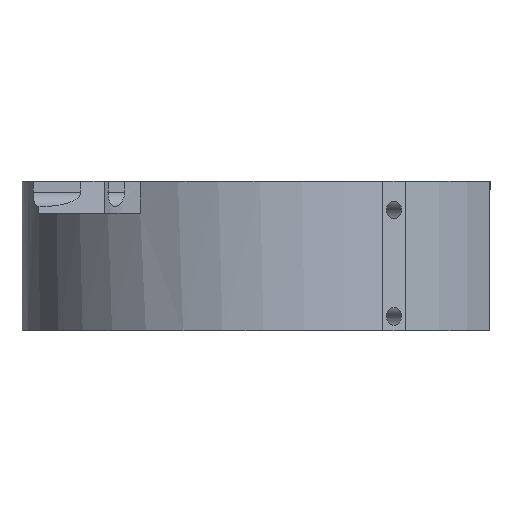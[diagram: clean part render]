
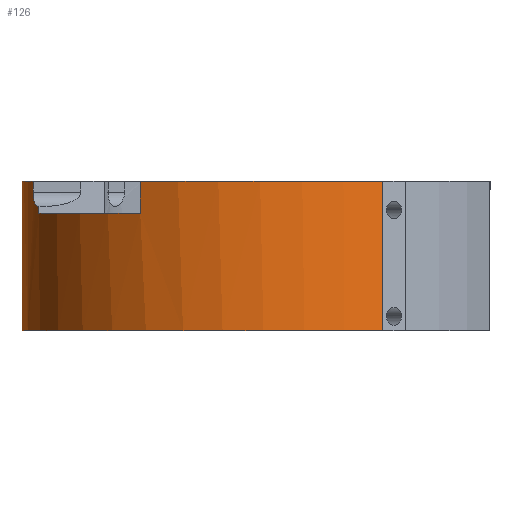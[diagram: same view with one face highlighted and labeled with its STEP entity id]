
A CAD part, left-side view. The second image highlights one B-rep face of the part: STEP entity #126.
In plain terms, the highlighted cylindrical face has radius 70 mm (diameter 140 mm), a partial arc.
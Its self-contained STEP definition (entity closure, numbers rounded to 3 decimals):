
#64 = B_SPLINE_CURVE_WITH_KNOTS ( 'NONE', 3,
 ( #2209, #2204, #2205, #2210, #2211, #2212, #2213, #2214, #2215, #2216, #2217, #2218, #2219, #2220, #2221, #2222, #2223, #2224 ),
 .UNSPECIFIED., .F., .F.,
 ( 4, 2, 2, 2, 2, 2, 2, 2, 4 ),
 ( 0., 0.001, 0.002, 0.002, 0.003, 0.004, 0.005, 0.006, 0.006 ),
 .UNSPECIFIED. ) ;
#126 = ADVANCED_FACE ( 'NONE', ( #940 ), #945, .T. ) ;
#258 = EDGE_CURVE ( 'NONE', #758, #759, #1375, .T. ) ;
#270 = EDGE_CURVE ( 'NONE', #768, #757, #1397, .T. ) ;
#280 = EDGE_CURVE ( 'NONE', #773, #762, #1411, .T. ) ;
#298 = EDGE_CURVE ( 'NONE', #757, #783, #1440, .T. ) ;
#299 = EDGE_CURVE ( 'NONE', #768, #773, #1442, .T. ) ;
#300 = EDGE_CURVE ( 'NONE', #762, #759, #1444, .T. ) ;
#301 = EDGE_CURVE ( 'NONE', #778, #758, #1446, .T. ) ;
#302 = EDGE_CURVE ( 'NONE', #782, #778, #1448, .T. ) ;
#303 = EDGE_CURVE ( 'NONE', #786, #782, #1430, .T. ) ;
#304 = EDGE_CURVE ( 'NONE', #786, #790, #1451, .T. ) ;
#305 = EDGE_CURVE ( 'NONE', #790, #783, #64, .T. ) ;
#359 = ORIENTED_EDGE ( 'NONE', *, *, #298, .F. ) ;
#360 = ORIENTED_EDGE ( 'NONE', *, *, #270, .F. ) ;
#361 = ORIENTED_EDGE ( 'NONE', *, *, #299, .T. ) ;
#362 = ORIENTED_EDGE ( 'NONE', *, *, #280, .T. ) ;
#363 = ORIENTED_EDGE ( 'NONE', *, *, #300, .T. ) ;
#364 = ORIENTED_EDGE ( 'NONE', *, *, #258, .F. ) ;
#365 = ORIENTED_EDGE ( 'NONE', *, *, #301, .F. ) ;
#366 = ORIENTED_EDGE ( 'NONE', *, *, #302, .F. ) ;
#367 = ORIENTED_EDGE ( 'NONE', *, *, #303, .F. ) ;
#368 = ORIENTED_EDGE ( 'NONE', *, *, #304, .T. ) ;
#369 = ORIENTED_EDGE ( 'NONE', *, *, #305, .T. ) ;
#527 = AXIS2_PLACEMENT_3D ( 'NONE', #2642, #2643, #2641 ) ;
#757 = VERTEX_POINT ( 'NONE', #2416 ) ;
#758 = VERTEX_POINT ( 'NONE', #2417 ) ;
#759 = VERTEX_POINT ( 'NONE', #2418 ) ;
#762 = VERTEX_POINT ( 'NONE', #2421 ) ;
#768 = VERTEX_POINT ( 'NONE', #2427 ) ;
#773 = VERTEX_POINT ( 'NONE', #2432 ) ;
#778 = VERTEX_POINT ( 'NONE', #2437 ) ;
#782 = VERTEX_POINT ( 'NONE', #2441 ) ;
#783 = VERTEX_POINT ( 'NONE', #2442 ) ;
#786 = VERTEX_POINT ( 'NONE', #2445 ) ;
#790 = VERTEX_POINT ( 'NONE', #2449 ) ;
#832 = EDGE_LOOP ( 'NONE', ( #359, #360, #361, #362, #363, #364, #365, #366, #367, #368, #369 ) ) ;
#940 = FACE_OUTER_BOUND ( 'NONE', #832, .T. ) ;
#945 = CYLINDRICAL_SURFACE ( 'NONE', #527, 70. ) ;
#1375 = CIRCLE ( 'NONE', #1558, 70. ) ;
#1397 = CIRCLE ( 'NONE', #1561, 70. ) ;
#1411 = CIRCLE ( 'NONE', #1566, 70. ) ;
#1430 = LINE ( 'NONE', #2200, #1452 ) ;
#1440 = LINE ( 'NONE', #2192, #1443 ) ;
#1442 = LINE ( 'NONE', #2194, #1445 ) ;
#1443 = VECTOR ( 'NONE', #2193, 1000. ) ;
#1444 = LINE ( 'NONE', #2196, #1447 ) ;
#1445 = VECTOR ( 'NONE', #2195, 1000. ) ;
#1446 = LINE ( 'NONE', #2198, #1449 ) ;
#1447 = VECTOR ( 'NONE', #2197, 1000. ) ;
#1448 = CIRCLE ( 'NONE', #1570, 70. ) ;
#1449 = VECTOR ( 'NONE', #2199, 1000. ) ;
#1451 = CIRCLE ( 'NONE', #1571, 70. ) ;
#1452 = VECTOR ( 'NONE', #2165, 1000. ) ;
#1558 = AXIS2_PLACEMENT_3D ( 'NONE', #2071, #2072, #2073 ) ;
#1561 = AXIS2_PLACEMENT_3D ( 'NONE', #2096, #2097, #2098 ) ;
#1566 = AXIS2_PLACEMENT_3D ( 'NONE', #2121, #2122, #2123 ) ;
#1570 = AXIS2_PLACEMENT_3D ( 'NONE', #2201, #2202, #2203 ) ;
#1571 = AXIS2_PLACEMENT_3D ( 'NONE', #2206, #2207, #2208 ) ;
#2071 = CARTESIAN_POINT ( 'NONE',  ( 0., 0., 0. ) ) ;
#2072 = DIRECTION ( 'NONE',  ( 0., 0., 1. ) ) ;
#2073 = DIRECTION ( 'NONE',  ( 1., 0., 0. ) ) ;
#2096 = CARTESIAN_POINT ( 'NONE',  ( 0., 0., 0. ) ) ;
#2097 = DIRECTION ( 'NONE',  ( 0., 0., 1. ) ) ;
#2098 = DIRECTION ( 'NONE',  ( 1., 0., 0. ) ) ;
#2121 = CARTESIAN_POINT ( 'NONE',  ( 0., 0., -42. ) ) ;
#2122 = DIRECTION ( 'NONE',  ( 0., 0., 1. ) ) ;
#2123 = DIRECTION ( 'NONE',  ( 1., 0., 0. ) ) ;
#2165 = DIRECTION ( 'NONE',  ( 0., 0., -1. ) ) ;
#2192 = CARTESIAN_POINT ( 'NONE',  ( -21., 66.776, -42. ) ) ;
#2193 = DIRECTION ( 'NONE',  ( 0., 0., -1. ) ) ;
#2194 = CARTESIAN_POINT ( 'NONE',  ( -3.74, 69.9, -42. ) ) ;
#2195 = DIRECTION ( 'NONE',  ( 0., 0., -1. ) ) ;
#2196 = CARTESIAN_POINT ( 'NONE',  ( -62.405, -31.711, -42. ) ) ;
#2197 = DIRECTION ( 'NONE',  ( 0., 0., 1. ) ) ;
#2198 = CARTESIAN_POINT ( 'NONE',  ( -59.685, 36.575, -42. ) ) ;
#2199 = DIRECTION ( 'NONE',  ( 0., 0., 1. ) ) ;
#2200 = CARTESIAN_POINT ( 'NONE',  ( -25.655, 65.129, -42. ) ) ;
#2201 = CARTESIAN_POINT ( 'NONE',  ( 0., 0., -9. ) ) ;
#2202 = DIRECTION ( 'NONE',  ( 0., 0., 1. ) ) ;
#2203 = DIRECTION ( 'NONE',  ( -1., 0., 0. ) ) ;
#2204 = CARTESIAN_POINT ( 'NONE',  ( -24.746, 65.481, -7. ) ) ;
#2205 = CARTESIAN_POINT ( 'NONE',  ( -24.495, 65.575, -6.976 ) ) ;
#2206 = CARTESIAN_POINT ( 'NONE',  ( 0., 0., -7. ) ) ;
#2207 = DIRECTION ( 'NONE',  ( 0., 0., -1. ) ) ;
#2208 = DIRECTION ( 'NONE',  ( 1., 0., 0. ) ) ;
#2209 = CARTESIAN_POINT ( 'NONE',  ( -25., 65.383, -7. ) ) ;
#2210 = CARTESIAN_POINT ( 'NONE',  ( -23.999, 65.758, -6.881 ) ) ;
#2211 = CARTESIAN_POINT ( 'NONE',  ( -23.753, 65.847, -6.809 ) ) ;
#2212 = CARTESIAN_POINT ( 'NONE',  ( -23.275, 66.018, -6.618 ) ) ;
#2213 = CARTESIAN_POINT ( 'NONE',  ( -23.048, 66.097, -6.501 ) ) ;
#2214 = CARTESIAN_POINT ( 'NONE',  ( -22.615, 66.247, -6.221 ) ) ;
#2215 = CARTESIAN_POINT ( 'NONE',  ( -22.407, 66.317, -6.057 ) ) ;
#2216 = CARTESIAN_POINT ( 'NONE',  ( -22.03, 66.443, -5.692 ) ) ;
#2217 = CARTESIAN_POINT ( 'NONE',  ( -21.86, 66.499, -5.492 ) ) ;
#2218 = CARTESIAN_POINT ( 'NONE',  ( -21.559, 66.597, -5.057 ) ) ;
#2219 = CARTESIAN_POINT ( 'NONE',  ( -21.428, 66.64, -4.82 ) ) ;
#2220 = CARTESIAN_POINT ( 'NONE',  ( -21.218, 66.707, -4.329 ) ) ;
#2221 = CARTESIAN_POINT ( 'NONE',  ( -21.137, 66.732, -4.074 ) ) ;
#2222 = CARTESIAN_POINT ( 'NONE',  ( -21.028, 66.767, -3.545 ) ) ;
#2223 = CARTESIAN_POINT ( 'NONE',  ( -21., 66.776, -3.273 ) ) ;
#2224 = CARTESIAN_POINT ( 'NONE',  ( -21., 66.776, -3. ) ) ;
#2416 = CARTESIAN_POINT ( 'NONE',  ( -21., 66.776, 0. ) ) ;
#2417 = CARTESIAN_POINT ( 'NONE',  ( -59.685, 36.575, 0. ) ) ;
#2418 = CARTESIAN_POINT ( 'NONE',  ( -62.405, -31.711, 0. ) ) ;
#2421 = CARTESIAN_POINT ( 'NONE',  ( -62.405, -31.711, -42. ) ) ;
#2427 = CARTESIAN_POINT ( 'NONE',  ( -3.74, 69.9, 0. ) ) ;
#2432 = CARTESIAN_POINT ( 'NONE',  ( -3.74, 69.9, -42. ) ) ;
#2437 = CARTESIAN_POINT ( 'NONE',  ( -59.685, 36.575, -9. ) ) ;
#2441 = CARTESIAN_POINT ( 'NONE',  ( -25.655, 65.129, -9. ) ) ;
#2442 = CARTESIAN_POINT ( 'NONE',  ( -21., 66.776, -3. ) ) ;
#2445 = CARTESIAN_POINT ( 'NONE',  ( -25.655, 65.129, -7. ) ) ;
#2449 = CARTESIAN_POINT ( 'NONE',  ( -25., 65.383, -7. ) ) ;
#2641 = DIRECTION ( 'NONE',  ( 1., 0., 0. ) ) ;
#2642 = CARTESIAN_POINT ( 'NONE',  ( 0., 0., -42. ) ) ;
#2643 = DIRECTION ( 'NONE',  ( 0., 0., 1. ) ) ;
